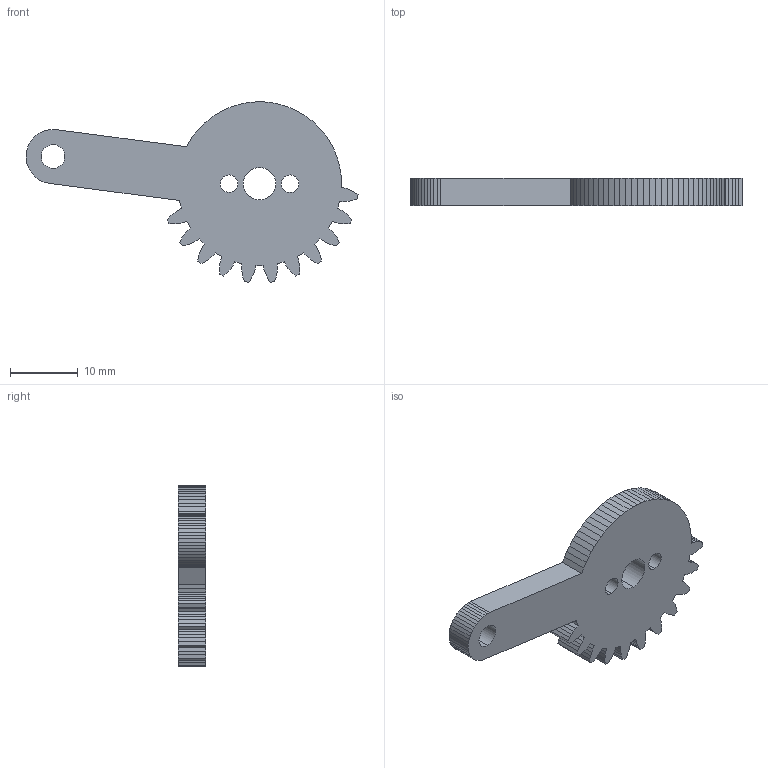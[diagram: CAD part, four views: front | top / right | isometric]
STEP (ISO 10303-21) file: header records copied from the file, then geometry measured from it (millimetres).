
FILE_DESCRIPTION (( 'STEP AP203' ), '1' );
FILE_NAME ('Gear2_Default_sldprt.STEP', '2023-04-20T04:31:08', ( '' ), ( '' ), 'SwSTEP 2.0', 'SolidWorks 2019', '' );
FILE_SCHEMA (( 'CONFIG_CONTROL_DESIGN' ));
Length unit declared in the file: millimetre
Products named in the file (1): Gear2_Default_sldprt
Bounding box: 49.02 x 4 x 26.63 mm (x, y, z)
Volume: 2563.7 mm3; surface area: 2101.2 mm2
Topology: 1 solids, 1 shells, 217 faces, 645 edges, 430 vertices
Faces by surface type: plane 209, cylinder 8
Entity records: 7228 total; most frequent: CARTESIAN_POINT 1293, ORIENTED_EDGE 1290, DIRECTION 1097, EDGE_CURVE 645, LINE 629, VECTOR 629, VERTEX_POINT 430, AXIS2_PLACEMENT_3D 234
